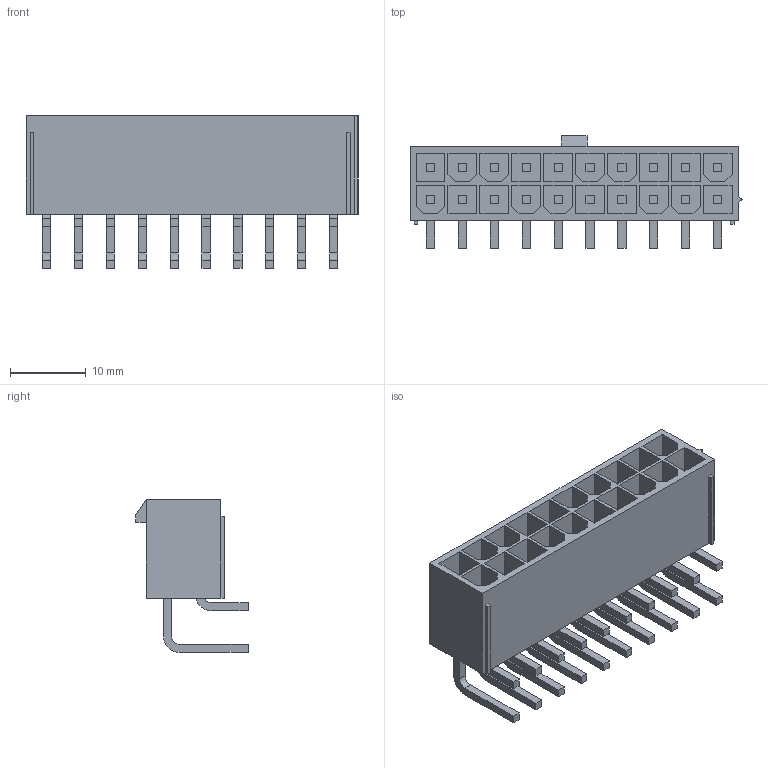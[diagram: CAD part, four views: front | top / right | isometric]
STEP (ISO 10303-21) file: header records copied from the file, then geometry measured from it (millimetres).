
FILE_DESCRIPTION(('STEP AP242'),'1');
FILE_NAME('2-1586041-0.stp','2022-07-25T14:11:35',('TraceParts'),('TraceParts S.A.'),'Spatial InterOp 3D',' ',' ');
FILE_SCHEMA(('AP242_MANAGED_MODEL_BASED_3D_ENGINEERING_MIM_LF {1 0 10303 442 1 1 4}'));
Length unit declared in the file: millimetre
Products named in the file (1): 2-1586041-0
Bounding box: 43.7 x 14.8 x 20.14 mm (x, y, z)
Volume: 3307.3 mm3; surface area: 6573.7 mm2
Topology: 1 solids, 1 shells, 404 faces, 1024 edges, 682 vertices
Faces by surface type: plane 362, cylinder 42
Entity records: 11991 total; most frequent: CARTESIAN_POINT 2111, ORIENTED_EDGE 2048, DIRECTION 1918, EDGE_CURVE 1024, LINE 940, VECTOR 940, VERTEX_POINT 682, AXIS2_PLACEMENT_3D 489
